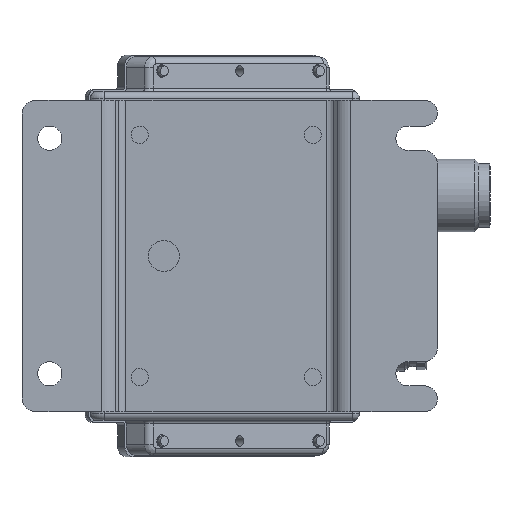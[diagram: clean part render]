
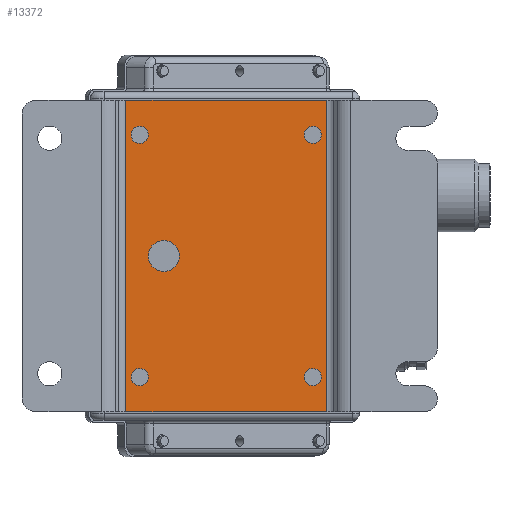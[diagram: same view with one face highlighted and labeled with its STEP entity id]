
A CAD part, left-side view. The second image highlights one B-rep face of the part: STEP entity #13372.
In plain terms, the highlighted planar face has unit normal (-1, 0, 0).
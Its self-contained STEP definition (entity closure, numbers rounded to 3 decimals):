
#1305=LINE('',#24800,#2061);
#1311=LINE('',#24821,#2067);
#1322=LINE('',#24852,#2078);
#1323=LINE('',#24854,#2079);
#2061=VECTOR('',#18162,57.958);
#2067=VECTOR('',#18178,57.958);
#2078=VECTOR('',#18207,90.);
#2079=VECTOR('',#18210,90.);
#2968=FACE_BOUND('',#4613,.T.);
#2969=FACE_BOUND('',#4614,.T.);
#2970=FACE_BOUND('',#4615,.T.);
#2971=FACE_BOUND('',#4616,.T.);
#2972=FACE_BOUND('',#4617,.T.);
#3713=FACE_OUTER_BOUND('',#4612,.T.);
#4612=EDGE_LOOP('',(#11902,#11903,#11904,#11905));
#4613=EDGE_LOOP('',(#11906));
#4614=EDGE_LOOP('',(#11907));
#4615=EDGE_LOOP('',(#11908));
#4616=EDGE_LOOP('',(#11909));
#4617=EDGE_LOOP('',(#11910));
#5319=CIRCLE('',#14462,2.5);
#5321=CIRCLE('',#14466,2.5);
#5482=CIRCLE('',#14792,2.5);
#5483=CIRCLE('',#14793,2.5);
#5484=CIRCLE('',#14794,4.5);
#6473=VERTEX_POINT('',#23563);
#6475=VERTEX_POINT('',#23569);
#6681=VERTEX_POINT('',#24797);
#6682=VERTEX_POINT('',#24799);
#6691=VERTEX_POINT('',#24818);
#6692=VERTEX_POINT('',#24820);
#6704=VERTEX_POINT('',#24855);
#6705=VERTEX_POINT('',#24857);
#6706=VERTEX_POINT('',#24859);
#8131=EDGE_CURVE('',#6473,#6473,#5319,.T.);
#8133=EDGE_CURVE('',#6475,#6475,#5321,.T.);
#8457=EDGE_CURVE('',#6682,#6681,#1305,.T.);
#8467=EDGE_CURVE('',#6692,#6691,#1311,.T.);
#8484=EDGE_CURVE('',#6692,#6681,#1322,.T.);
#8485=EDGE_CURVE('',#6691,#6682,#1323,.T.);
#8486=EDGE_CURVE('',#6704,#6704,#5482,.T.);
#8487=EDGE_CURVE('',#6705,#6705,#5483,.T.);
#8488=EDGE_CURVE('',#6706,#6706,#5484,.T.);
#11902=ORIENTED_EDGE('',*,*,#8457,.T.);
#11903=ORIENTED_EDGE('',*,*,#8484,.F.);
#11904=ORIENTED_EDGE('',*,*,#8467,.T.);
#11905=ORIENTED_EDGE('',*,*,#8485,.T.);
#11906=ORIENTED_EDGE('',*,*,#8131,.T.);
#11907=ORIENTED_EDGE('',*,*,#8133,.T.);
#11908=ORIENTED_EDGE('',*,*,#8486,.T.);
#11909=ORIENTED_EDGE('',*,*,#8487,.T.);
#11910=ORIENTED_EDGE('',*,*,#8488,.T.);
#12670=PLANE('',#14791);
#13372=ADVANCED_FACE('',(#3713,#2968,#2969,#2970,#2971,#2972),#12670,.T.);
#14462=AXIS2_PLACEMENT_3D('',#23564,#17418,#17419);
#14466=AXIS2_PLACEMENT_3D('',#23570,#17426,#17427);
#14791=AXIS2_PLACEMENT_3D('',#24853,#18208,#18209);
#14792=AXIS2_PLACEMENT_3D('',#24856,#18211,#18212);
#14793=AXIS2_PLACEMENT_3D('',#24858,#18213,#18214);
#14794=AXIS2_PLACEMENT_3D('',#24860,#18215,#18216);
#17418=DIRECTION('center_axis',(1.,0.,0.));
#17419=DIRECTION('ref_axis',(0.,0.383,-0.924));
#17426=DIRECTION('center_axis',(1.,0.,0.));
#17427=DIRECTION('ref_axis',(0.,0.191,-0.982));
#18162=DIRECTION('',(0.,1.,0.));
#18178=DIRECTION('',(0.,-1.,0.));
#18207=DIRECTION('',(0.,0.,1.));
#18208=DIRECTION('center_axis',(-1.,0.,0.));
#18209=DIRECTION('ref_axis',(0.,0.,-1.));
#18210=DIRECTION('',(0.,0.,1.));
#18211=DIRECTION('center_axis',(1.,0.,0.));
#18212=DIRECTION('ref_axis',(0.,0.875,-0.485));
#18213=DIRECTION('center_axis',(1.,0.,0.));
#18214=DIRECTION('ref_axis',(0.,-0.51,0.86));
#18215=DIRECTION('center_axis',(1.,0.,0.));
#18216=DIRECTION('ref_axis',(0.,1.,0.));
#23563=CARTESIAN_POINT('',(-63.,62.542,84.809));
#23564=CARTESIAN_POINT('Origin',(-63.,63.5,82.5));
#23569=CARTESIAN_POINT('',(-63.,13.023,84.954));
#23570=CARTESIAN_POINT('Origin',(-63.,13.5,82.5));
#24797=CARTESIAN_POINT('',(-63.,67.479,92.5));
#24799=CARTESIAN_POINT('',(-63.,9.521,92.5));
#24800=CARTESIAN_POINT('',(-63.,67.479,92.5));
#24818=CARTESIAN_POINT('',(-63.,9.521,2.5));
#24820=CARTESIAN_POINT('',(-63.,67.479,2.5));
#24821=CARTESIAN_POINT('',(-63.,67.479,2.5));
#24852=CARTESIAN_POINT('',(-63.,67.479,2.5));
#24853=CARTESIAN_POINT('Origin',(-63.,37.5,2.5));
#24854=CARTESIAN_POINT('',(-63.,9.521,2.5));
#24855=CARTESIAN_POINT('',(-63.,11.314,13.712));
#24856=CARTESIAN_POINT('Origin',(-63.,13.5,12.5));
#24857=CARTESIAN_POINT('',(-63.,64.776,10.35));
#24858=CARTESIAN_POINT('Origin',(-63.,63.5,12.5));
#24859=CARTESIAN_POINT('',(-63.,52.,47.5));
#24860=CARTESIAN_POINT('Origin',(-63.,56.5,47.5));
